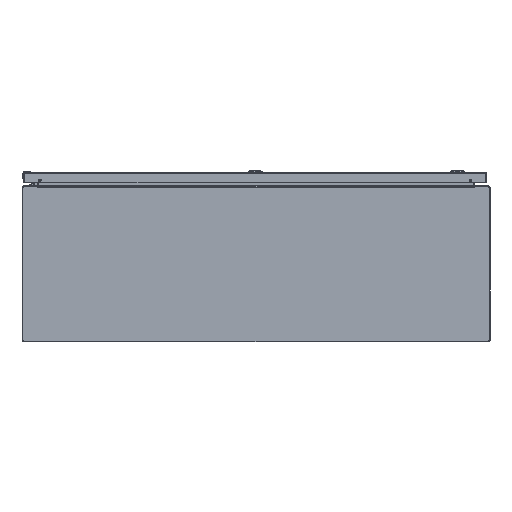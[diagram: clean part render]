
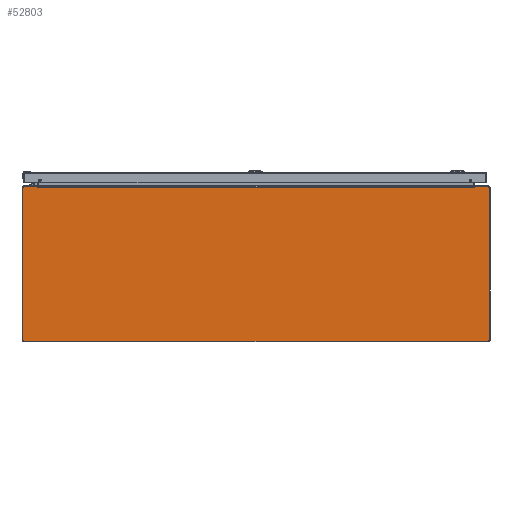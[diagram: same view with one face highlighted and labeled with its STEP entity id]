
A CAD part, front view. The second image highlights one B-rep face of the part: STEP entity #52803.
In plain terms, the highlighted planar face has unit normal (0, -1, 0).
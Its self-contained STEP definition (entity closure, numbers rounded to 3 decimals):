
#5820 = DIRECTION ( 'NONE',  ( 0., 0., 1. ) ) ;
#6525 = EDGE_CURVE ( 'NONE', #69022, #48212, #172617, .T. ) ;
#6789 = CARTESIAN_POINT ( 'NONE',  ( 17.937, -21., 0. ) ) ;
#8483 = CARTESIAN_POINT ( 'NONE',  ( -17.857, -21., -5.937 ) ) ;
#8679 = CARTESIAN_POINT ( 'NONE',  ( 16.814, -21., 5.883 ) ) ;
#10435 = DIRECTION ( 'NONE',  ( 0., 0., -1. ) ) ;
#11217 = EDGE_CURVE ( 'NONE', #125325, #91977, #131883, .T. ) ;
#11233 = VERTEX_POINT ( 'NONE', #112139 ) ;
#12526 = DIRECTION ( 'NONE',  ( -1., 0., 0. ) ) ;
#12622 = EDGE_CURVE ( 'NONE', #91977, #127673, #21758, .T. ) ;
#16329 = VERTEX_POINT ( 'NONE', #176047 ) ;
#19921 = AXIS2_PLACEMENT_3D ( 'NONE', #179744, #28309, #10435 ) ;
#20964 = VECTOR ( 'NONE', #191390, 39.37 ) ;
#21758 = LINE ( 'NONE', #6789, #67442 ) ;
#22618 = CARTESIAN_POINT ( 'NONE',  ( -17.937, -21., 5.857 ) ) ;
#24052 = CARTESIAN_POINT ( 'NONE',  ( -16.818, -21., 5.91 ) ) ;
#25292 = CIRCLE ( 'NONE', #165193, 0.08 ) ;
#26382 = VERTEX_POINT ( 'NONE', #123868 ) ;
#26510 = CARTESIAN_POINT ( 'NONE',  ( 0., -21., 5.937 ) ) ;
#28309 = DIRECTION ( 'NONE',  ( 0., -1., 0. ) ) ;
#30497 = ORIENTED_EDGE ( 'NONE', *, *, #196741, .F. ) ;
#31445 = CARTESIAN_POINT ( 'NONE',  ( 16.818, -21., 5.91 ) ) ;
#31817 = ORIENTED_EDGE ( 'NONE', *, *, #11217, .T. ) ;
#34022 = VECTOR ( 'NONE', #159289, 39.37 ) ;
#36147 = ORIENTED_EDGE ( 'NONE', *, *, #108978, .T. ) ;
#36728 = DIRECTION ( 'NONE',  ( 0., 0., -1. ) ) ;
#37760 = LINE ( 'NONE', #98479, #34022 ) ;
#42584 = CARTESIAN_POINT ( 'NONE',  ( -17.937, -21., 0. ) ) ;
#44872 = EDGE_CURVE ( 'NONE', #127673, #11233, #110332, .T. ) ;
#45066 = ORIENTED_EDGE ( 'NONE', *, *, #113592, .T. ) ;
#48212 = VERTEX_POINT ( 'NONE', #8483 ) ;
#49787 = CARTESIAN_POINT ( 'NONE',  ( 17.937, -21., -5.857 ) ) ;
#49930 = AXIS2_PLACEMENT_3D ( 'NONE', #156289, #169220, #36728 ) ;
#52803 = ADVANCED_FACE ( 'NONE', ( #193224 ), #132433, .T. ) ;
#58850 = VECTOR ( 'NONE', #171353, 39.37 ) ;
#66843 = VERTEX_POINT ( 'NONE', #161304 ) ;
#66856 = ORIENTED_EDGE ( 'NONE', *, *, #72047, .T. ) ;
#67442 = VECTOR ( 'NONE', #5820, 39.37 ) ;
#67501 = VERTEX_POINT ( 'NONE', #121572 ) ;
#67782 = CARTESIAN_POINT ( 'NONE',  ( -17.857, -21., 5.857 ) ) ;
#69022 = VERTEX_POINT ( 'NONE', #69941 ) ;
#69711 = DIRECTION ( 'NONE',  ( 0., -1., 0. ) ) ;
#69774 = ORIENTED_EDGE ( 'NONE', *, *, #95747, .T. ) ;
#69941 = CARTESIAN_POINT ( 'NONE',  ( -17.937, -21., -5.857 ) ) ;
#70707 = DIRECTION ( 'NONE',  ( 0., -1., 0. ) ) ;
#71681 = DIRECTION ( 'NONE',  ( 0., 0., -1. ) ) ;
#71776 = CARTESIAN_POINT ( 'NONE',  ( 16.806, -21., 5.883 ) ) ;
#72047 = EDGE_CURVE ( 'NONE', #16329, #187216, #137039, .T. ) ;
#74285 = DIRECTION ( 'NONE',  ( -0.174, 0., -0.985 ) ) ;
#74812 = VECTOR ( 'NONE', #125700, 39.37 ) ;
#88666 = LINE ( 'NONE', #71776, #20964 ) ;
#90790 = AXIS2_PLACEMENT_3D ( 'NONE', #162323, #69711, #189326 ) ;
#91977 = VERTEX_POINT ( 'NONE', #49787 ) ;
#93360 = CARTESIAN_POINT ( 'NONE',  ( 17.857, -21., -5.937 ) ) ;
#93534 = CARTESIAN_POINT ( 'NONE',  ( -16.814, -21., 5.883 ) ) ;
#95747 = EDGE_CURVE ( 'NONE', #67501, #26382, #112551, .T. ) ;
#97609 = CARTESIAN_POINT ( 'NONE',  ( 0., -21., 5.883 ) ) ;
#98169 = DIRECTION ( 'NONE',  ( 0., -1., 0. ) ) ;
#98479 = CARTESIAN_POINT ( 'NONE',  ( 0., -21., 5.937 ) ) ;
#99158 = CARTESIAN_POINT ( 'NONE',  ( 17.857, -21., -5.857 ) ) ;
#103799 = EDGE_CURVE ( 'NONE', #66843, #138165, #173533, .T. ) ;
#104002 = ORIENTED_EDGE ( 'NONE', *, *, #162274, .T. ) ;
#104844 = VECTOR ( 'NONE', #194027, 39.37 ) ;
#105066 = LINE ( 'NONE', #147045, #112613 ) ;
#106257 = ORIENTED_EDGE ( 'NONE', *, *, #163266, .T. ) ;
#108978 = EDGE_CURVE ( 'NONE', #66843, #194788, #37760, .T. ) ;
#110332 = CIRCLE ( 'NONE', #49930, 0.08 ) ;
#111114 = EDGE_LOOP ( 'NONE', ( #36147, #104002, #106257, #153006, #160009, #31817, #129870, #190555, #45066, #66856, #187716, #69774, #30497, #189838 ) ) ;
#112139 = CARTESIAN_POINT ( 'NONE',  ( 17.857, -21., 5.937 ) ) ;
#112551 = LINE ( 'NONE', #97609, #188399 ) ;
#112613 = VECTOR ( 'NONE', #178891, 39.37 ) ;
#113592 = EDGE_CURVE ( 'NONE', #11233, #16329, #116172, .T. ) ;
#116172 = LINE ( 'NONE', #26510, #146221 ) ;
#121572 = CARTESIAN_POINT ( 'NONE',  ( 16.798, -21., 5.883 ) ) ;
#121912 = VERTEX_POINT ( 'NONE', #22618 ) ;
#123868 = CARTESIAN_POINT ( 'NONE',  ( -16.798, -21., 5.883 ) ) ;
#123957 = CARTESIAN_POINT ( 'NONE',  ( -17.857, -21., 5.937 ) ) ;
#125325 = VERTEX_POINT ( 'NONE', #93360 ) ;
#125700 = DIRECTION ( 'NONE',  ( 0.174, 0., -0.985 ) ) ;
#127673 = VERTEX_POINT ( 'NONE', #145364 ) ;
#129870 = ORIENTED_EDGE ( 'NONE', *, *, #12622, .T. ) ;
#131883 = CIRCLE ( 'NONE', #160486, 0.08 ) ;
#132433 = PLANE ( 'NONE',  #90790 ) ;
#133242 = LINE ( 'NONE', #42584, #104844 ) ;
#137039 = LINE ( 'NONE', #31445, #185320 ) ;
#138165 = VERTEX_POINT ( 'NONE', #93534 ) ;
#138481 = CARTESIAN_POINT ( 'NONE',  ( 0., -21., -5.937 ) ) ;
#145364 = CARTESIAN_POINT ( 'NONE',  ( 17.937, -21., 5.857 ) ) ;
#146221 = VECTOR ( 'NONE', #12526, 39.37 ) ;
#147045 = CARTESIAN_POINT ( 'NONE',  ( -16.806, -21., 5.883 ) ) ;
#149481 = EDGE_CURVE ( 'NONE', #48212, #125325, #183308, .T. ) ;
#153006 = ORIENTED_EDGE ( 'NONE', *, *, #6525, .T. ) ;
#153399 = EDGE_CURVE ( 'NONE', #187216, #67501, #88666, .T. ) ;
#155448 = DIRECTION ( 'NONE',  ( -1., 0., 0. ) ) ;
#156289 = CARTESIAN_POINT ( 'NONE',  ( 17.857, -21., 5.857 ) ) ;
#159289 = DIRECTION ( 'NONE',  ( -1., 0., 0. ) ) ;
#160009 = ORIENTED_EDGE ( 'NONE', *, *, #149481, .T. ) ;
#160486 = AXIS2_PLACEMENT_3D ( 'NONE', #99158, #98169, #187902 ) ;
#161304 = CARTESIAN_POINT ( 'NONE',  ( -16.823, -21., 5.937 ) ) ;
#162274 = EDGE_CURVE ( 'NONE', #194788, #121912, #25292, .T. ) ;
#162323 = CARTESIAN_POINT ( 'NONE',  ( 0., -21., 0. ) ) ;
#163266 = EDGE_CURVE ( 'NONE', #121912, #69022, #133242, .T. ) ;
#165193 = AXIS2_PLACEMENT_3D ( 'NONE', #67782, #70707, #71681 ) ;
#169220 = DIRECTION ( 'NONE',  ( 0., -1., 0. ) ) ;
#171353 = DIRECTION ( 'NONE',  ( 1., 0., 0. ) ) ;
#172617 = CIRCLE ( 'NONE', #19921, 0.08 ) ;
#173533 = LINE ( 'NONE', #24052, #74812 ) ;
#176047 = CARTESIAN_POINT ( 'NONE',  ( 16.823, -21., 5.937 ) ) ;
#178891 = DIRECTION ( 'NONE',  ( 1., 0., 0. ) ) ;
#179744 = CARTESIAN_POINT ( 'NONE',  ( -17.857, -21., -5.857 ) ) ;
#183308 = LINE ( 'NONE', #138481, #58850 ) ;
#185320 = VECTOR ( 'NONE', #74285, 39.37 ) ;
#187216 = VERTEX_POINT ( 'NONE', #8679 ) ;
#187716 = ORIENTED_EDGE ( 'NONE', *, *, #153399, .T. ) ;
#187902 = DIRECTION ( 'NONE',  ( 0., 0., -1. ) ) ;
#188399 = VECTOR ( 'NONE', #155448, 39.37 ) ;
#189326 = DIRECTION ( 'NONE',  ( 0., 0., -1. ) ) ;
#189838 = ORIENTED_EDGE ( 'NONE', *, *, #103799, .F. ) ;
#190555 = ORIENTED_EDGE ( 'NONE', *, *, #44872, .T. ) ;
#191390 = DIRECTION ( 'NONE',  ( -1., 0., 0. ) ) ;
#193224 = FACE_OUTER_BOUND ( 'NONE', #111114, .T. ) ;
#194027 = DIRECTION ( 'NONE',  ( 0., 0., -1. ) ) ;
#194788 = VERTEX_POINT ( 'NONE', #123957 ) ;
#196741 = EDGE_CURVE ( 'NONE', #138165, #26382, #105066, .T. ) ;
